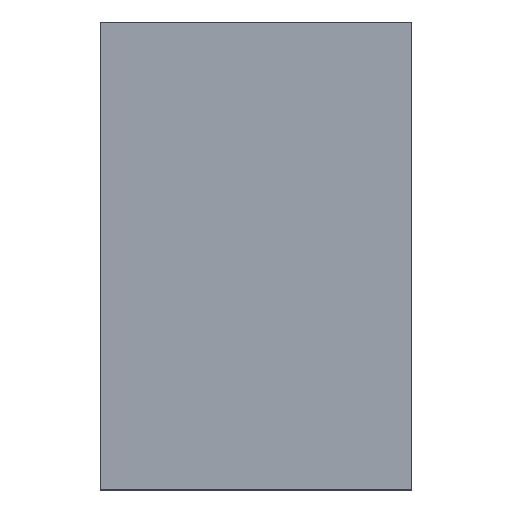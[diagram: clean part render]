
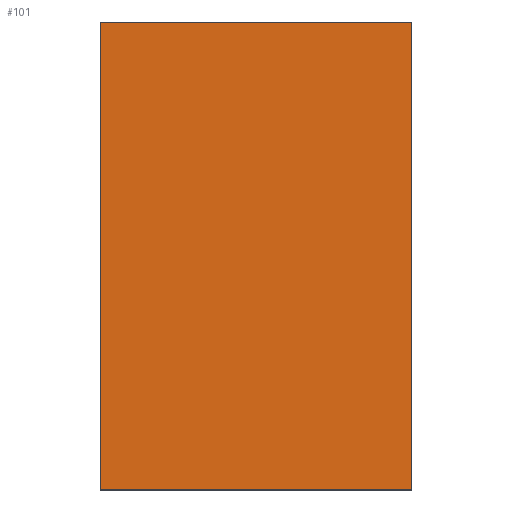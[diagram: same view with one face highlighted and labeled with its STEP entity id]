
A CAD part, top view. The second image highlights one B-rep face of the part: STEP entity #101.
In plain terms, the highlighted planar face has unit normal (0, 0, 1).
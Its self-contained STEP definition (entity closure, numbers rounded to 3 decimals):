
#15=FACE_OUTER_BOUND('',#21,.T.);
#21=EDGE_LOOP('',(#71,#72,#73,#74));
#27=LINE('',#145,#39);
#28=LINE('',#147,#40);
#29=LINE('',#149,#41);
#30=LINE('',#150,#42);
#39=VECTOR('',#119,10.);
#40=VECTOR('',#120,10.);
#41=VECTOR('',#121,10.);
#42=VECTOR('',#122,10.);
#51=VERTEX_POINT('',#143);
#52=VERTEX_POINT('',#144);
#53=VERTEX_POINT('',#146);
#54=VERTEX_POINT('',#148);
#59=EDGE_CURVE('',#51,#52,#27,.T.);
#60=EDGE_CURVE('',#52,#53,#28,.T.);
#61=EDGE_CURVE('',#53,#54,#29,.T.);
#62=EDGE_CURVE('',#54,#51,#30,.T.);
#71=ORIENTED_EDGE('',*,*,#59,.T.);
#72=ORIENTED_EDGE('',*,*,#60,.T.);
#73=ORIENTED_EDGE('',*,*,#61,.T.);
#74=ORIENTED_EDGE('',*,*,#62,.T.);
#95=PLANE('',#109);
#101=ADVANCED_FACE('',(#15),#95,.T.);
#109=AXIS2_PLACEMENT_3D('',#142,#117,#118);
#117=DIRECTION('center_axis',(0.,0.,1.));
#118=DIRECTION('ref_axis',(0.,1.,0.));
#119=DIRECTION('',(-1.,0.,0.));
#120=DIRECTION('',(0.,-1.,0.));
#121=DIRECTION('',(1.,0.,0.));
#122=DIRECTION('',(0.,1.,0.));
#142=CARTESIAN_POINT('Origin',(5.,7.5,2.));
#143=CARTESIAN_POINT('',(10.,15.,2.));
#144=CARTESIAN_POINT('',(0.,15.,2.));
#145=CARTESIAN_POINT('',(5.,15.,2.));
#146=CARTESIAN_POINT('',(0.,0.,2.));
#147=CARTESIAN_POINT('',(0.,7.5,2.));
#148=CARTESIAN_POINT('',(10.,0.,2.));
#149=CARTESIAN_POINT('',(5.,0.,2.));
#150=CARTESIAN_POINT('',(10.,7.5,2.));
